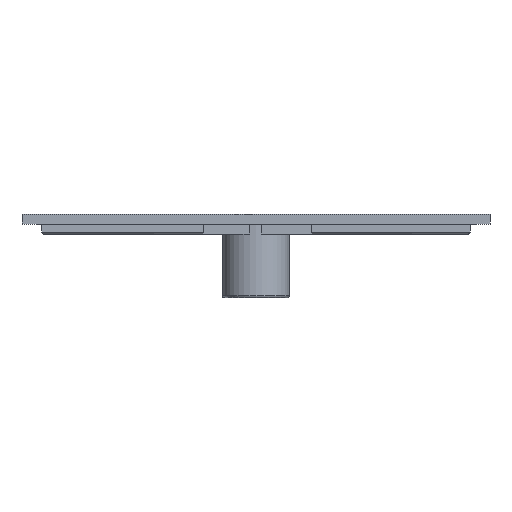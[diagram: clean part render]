
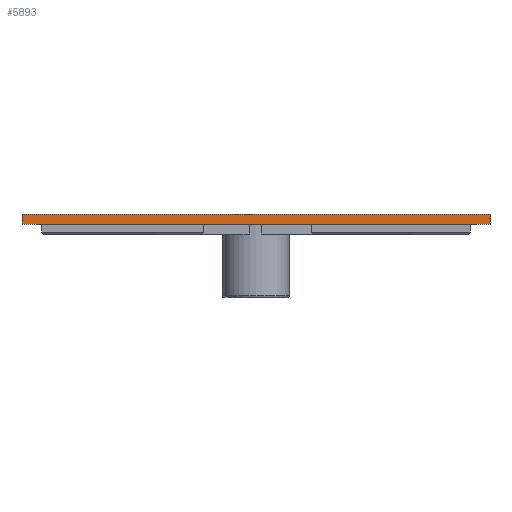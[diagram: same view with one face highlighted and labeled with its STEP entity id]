
A CAD part, front view. The second image highlights one B-rep face of the part: STEP entity #5893.
In plain terms, the highlighted planar face has unit normal (0, -1, 0).
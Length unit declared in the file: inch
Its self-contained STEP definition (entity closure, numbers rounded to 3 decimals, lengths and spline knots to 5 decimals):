
#62 = EDGE_CURVE ( 'NONE', #4316, #741, #5034, .T. ) ;
#109 = EDGE_CURVE ( 'NONE', #1406, #4316, #7378, .T. ) ;
#270 = EDGE_CURVE ( 'NONE', #6068, #741, #6030, .T. ) ;
#500 = ORIENTED_EDGE ( 'NONE', *, *, #270, .T. ) ;
#508 = CARTESIAN_POINT ( 'NONE',  ( 0., 0., 0.03937 ) ) ;
#602 = CARTESIAN_POINT ( 'NONE',  ( 1.86, 0., 0.03937 ) ) ;
#733 = FACE_OUTER_BOUND ( 'NONE', #5827, .T. ) ;
#741 = VERTEX_POINT ( 'NONE', #1431 ) ;
#749 = DIRECTION ( 'NONE',  ( 0., 0., -1. ) ) ;
#1406 = VERTEX_POINT ( 'NONE', #508 ) ;
#1431 = CARTESIAN_POINT ( 'NONE',  ( 1.86, 0., 0. ) ) ;
#1600 = CARTESIAN_POINT ( 'NONE',  ( 0., 0., 0. ) ) ;
#1671 = AXIS2_PLACEMENT_3D ( 'NONE', #3897, #7032, #3294 ) ;
#1792 = CARTESIAN_POINT ( 'NONE',  ( 0., 0., 0. ) ) ;
#1877 = VECTOR ( 'NONE', #749, 39.37008 ) ;
#2387 = DIRECTION ( 'NONE',  ( 1., 0., 0. ) ) ;
#2440 = DIRECTION ( 'NONE',  ( 0., 0., -1. ) ) ;
#3237 = PLANE ( 'NONE',  #1671 ) ;
#3294 = DIRECTION ( 'NONE',  ( 0., 0., 1. ) ) ;
#3578 = VECTOR ( 'NONE', #2440, 39.37008 ) ;
#3640 = CARTESIAN_POINT ( 'NONE',  ( 1.86, 0., 0.03937 ) ) ;
#3813 = LINE ( 'NONE', #4491, #1877 ) ;
#3897 = CARTESIAN_POINT ( 'NONE',  ( 0., 0., 0.03937 ) ) ;
#4193 = ORIENTED_EDGE ( 'NONE', *, *, #62, .F. ) ;
#4289 = CARTESIAN_POINT ( 'NONE',  ( 0., 0., 0.03937 ) ) ;
#4316 = VERTEX_POINT ( 'NONE', #3640 ) ;
#4379 = VECTOR ( 'NONE', #6135, 39.37008 ) ;
#4491 = CARTESIAN_POINT ( 'NONE',  ( 0., 0., 0.03937 ) ) ;
#5034 = LINE ( 'NONE', #602, #3578 ) ;
#5827 = EDGE_LOOP ( 'NONE', ( #500, #4193, #6813, #7479 ) ) ;
#5893 = ADVANCED_FACE ( 'NONE', ( #733 ), #3237, .F. ) ;
#6030 = LINE ( 'NONE', #1792, #4379 ) ;
#6068 = VERTEX_POINT ( 'NONE', #1600 ) ;
#6135 = DIRECTION ( 'NONE',  ( 1., 0., 0. ) ) ;
#6421 = VECTOR ( 'NONE', #2387, 39.37008 ) ;
#6813 = ORIENTED_EDGE ( 'NONE', *, *, #109, .F. ) ;
#7032 = DIRECTION ( 'NONE',  ( 0., 1., 0. ) ) ;
#7378 = LINE ( 'NONE', #4289, #6421 ) ;
#7479 = ORIENTED_EDGE ( 'NONE', *, *, #7695, .T. ) ;
#7695 = EDGE_CURVE ( 'NONE', #1406, #6068, #3813, .T. ) ;
